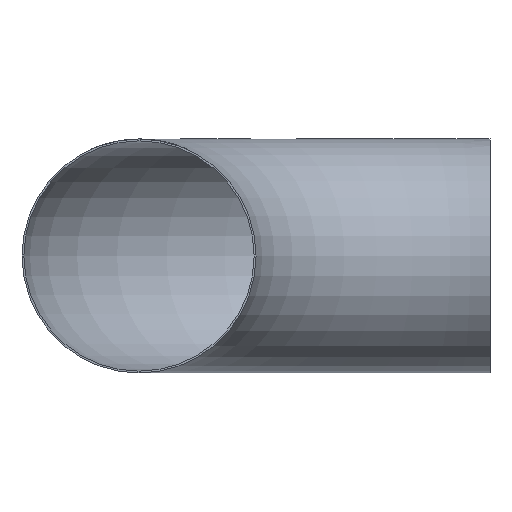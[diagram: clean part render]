
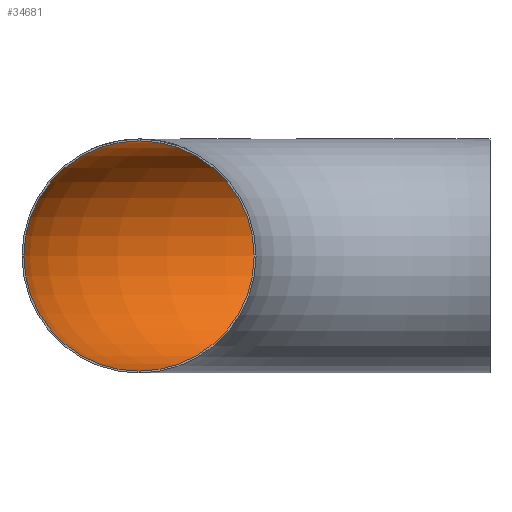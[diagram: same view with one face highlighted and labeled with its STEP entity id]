
A CAD part, front view. The second image highlights one B-rep face of the part: STEP entity #34681.
In plain terms, the highlighted toroidal (fillet/blend) face has major radius 762 mm and minor radius 250 mm.
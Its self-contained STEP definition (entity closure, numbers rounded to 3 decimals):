
#549 = DIRECTION ( 'NONE',  ( 0., 0., -1. ) ) ;
#2082 = CIRCLE ( 'NONE', #14412, 250. ) ;
#7308 = AXIS2_PLACEMENT_3D ( 'NONE', #25321, #549, #37712 ) ;
#9215 = DIRECTION ( 'NONE',  ( 0., 1., 0. ) ) ;
#10184 = EDGE_LOOP ( 'NONE', ( #26034 ) ) ;
#12266 = DIRECTION ( 'NONE',  ( 1., 0., 0. ) ) ;
#12546 = FACE_OUTER_BOUND ( 'NONE', #30143, .T. ) ;
#12571 = CARTESIAN_POINT ( 'NONE',  ( -762., 0., 250. ) ) ;
#14412 = AXIS2_PLACEMENT_3D ( 'NONE', #28736, #21094, #31052 ) ;
#14915 = CARTESIAN_POINT ( 'NONE',  ( 0., 762., 0. ) ) ;
#15620 = CARTESIAN_POINT ( 'NONE',  ( 0., 1012., 0. ) ) ;
#18265 = VERTEX_POINT ( 'NONE', #12571 ) ;
#20281 = EDGE_CURVE ( 'NONE', #18265, #18265, #2082, .T. ) ;
#21094 = DIRECTION ( 'NONE',  ( 0., 1., 0. ) ) ;
#24153 = VERTEX_POINT ( 'NONE', #15620 ) ;
#25321 = CARTESIAN_POINT ( 'NONE',  ( 0., 0., 0. ) ) ;
#26034 = ORIENTED_EDGE ( 'NONE', *, *, #20281, .F. ) ;
#27414 = CIRCLE ( 'NONE', #38421, 250. ) ;
#28519 = ORIENTED_EDGE ( 'NONE', *, *, #30713, .T. ) ;
#28736 = CARTESIAN_POINT ( 'NONE',  ( -762., 0., 0. ) ) ;
#30143 = EDGE_LOOP ( 'NONE', ( #28519 ) ) ;
#30713 = EDGE_CURVE ( 'NONE', #24153, #24153, #27414, .T. ) ;
#31052 = DIRECTION ( 'NONE',  ( 0., 0., 1. ) ) ;
#31323 = TOROIDAL_SURFACE ( 'NONE', #7308, 762., 250. ) ;
#32710 = FACE_OUTER_BOUND ( 'NONE', #10184, .T. ) ;
#34681 = ADVANCED_FACE ( 'NONE', ( #12546, #32710 ), #31323, .F. ) ;
#37712 = DIRECTION ( 'NONE',  ( -1., 0., 0. ) ) ;
#38421 = AXIS2_PLACEMENT_3D ( 'NONE', #14915, #12266, #9215 ) ;
